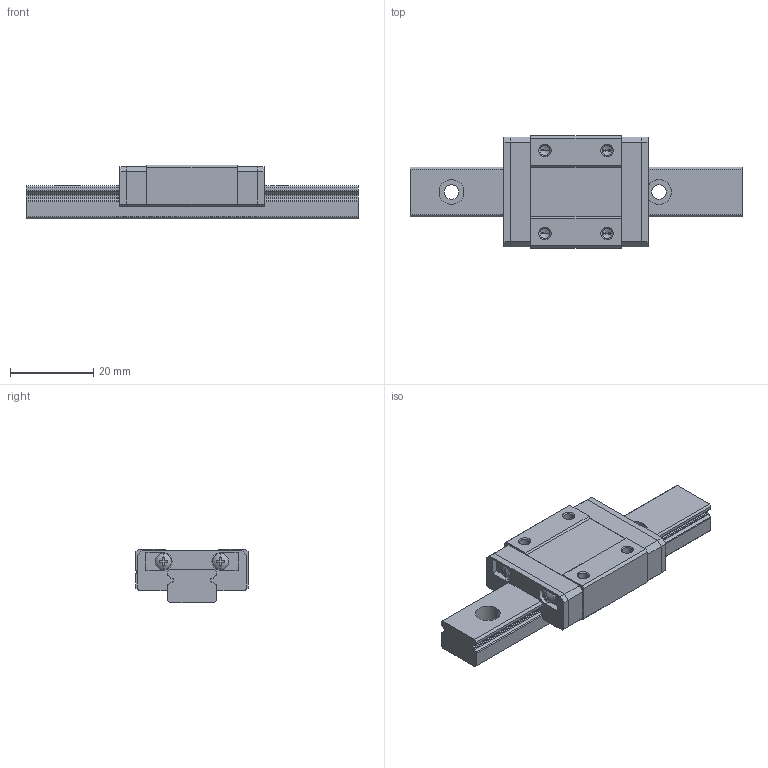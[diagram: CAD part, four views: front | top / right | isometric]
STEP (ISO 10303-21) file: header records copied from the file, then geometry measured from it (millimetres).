
FILE_DESCRIPTION(('starvars output'),'2;1');
FILE_NAME('cv20191114213431000123667.stp','21:34:32 2019/11/14',( 'Thomas Industrial Network Germany GmbH'),( 'Thomas Industrial Network Germany GmbH'),'unknown preprocess','ACIS' ,'unknown authorization');
FILE_SCHEMA(('AUTOMOTIVE_DESIGN_CC2 {UNKNOWN IMPLEMENTATION LEVEL}'));
Length unit declared in the file: millimetre
Products named in the file (10): PRODUCT_ID_1; PRODUCT_ID_2; PRODUCT_ID_3; PRODUCT_ID_4; PRODUCT_ID_5; PRODUCT_ID_6; PRODUCT_ID_7; PRODUCT_ID_8; PRODUCT_ID_9; PRODUCT_ID_10
Bounding box: 80 x 27 x 13 mm (x, y, z)
Volume: 13696.3 mm3; surface area: 9074.5 mm2
Topology: 10 solids, 10 shells, 389 faces, 1063 edges, 694 vertices
Faces by surface type: plane 219, cylinder 130, cone 32, sphere 8
Entity records: 15609 total; most frequent: ORIENTED_EDGE 2110, CARTESIAN_POINT 2034, DIRECTION 1908, EDGE_CURVE 1055, VERTEX_POINT 694, VECTOR 664, LINE 664, AXIS2_PLACEMENT_3D 622
